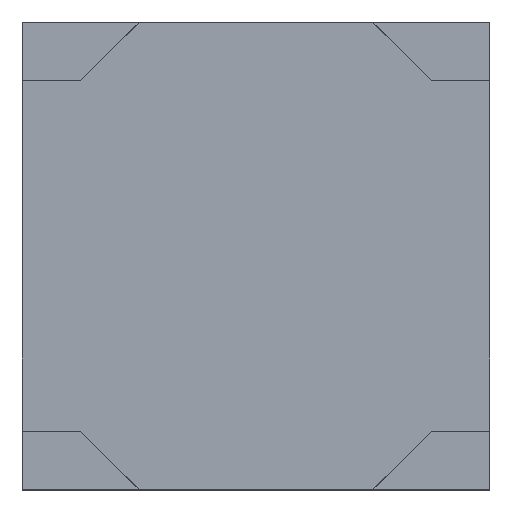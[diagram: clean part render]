
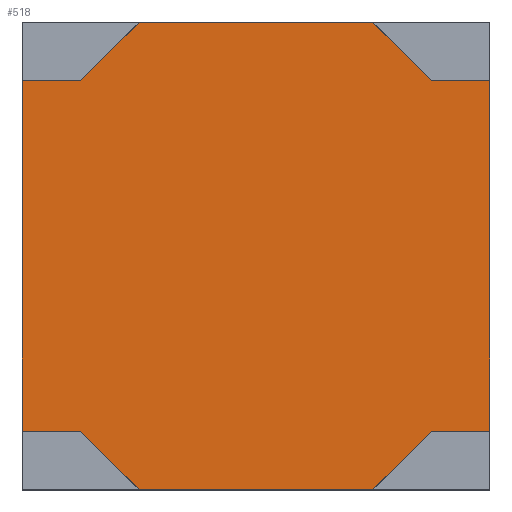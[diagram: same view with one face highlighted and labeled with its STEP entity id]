
A CAD part, top view. The second image highlights one B-rep face of the part: STEP entity #518.
In plain terms, the highlighted planar face has unit normal (0, 0, 1).
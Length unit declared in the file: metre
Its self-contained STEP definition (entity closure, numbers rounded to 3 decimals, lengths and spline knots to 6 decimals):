
#60=ORIENTED_EDGE('',*,*,#177,.F.);
#61=ORIENTED_EDGE('',*,*,#197,.F.);
#62=ORIENTED_EDGE('',*,*,#198,.T.);
#63=ORIENTED_EDGE('',*,*,#199,.F.);
#64=ORIENTED_EDGE('',*,*,#200,.F.);
#65=ORIENTED_EDGE('',*,*,#201,.T.);
#66=ORIENTED_EDGE('',*,*,#202,.T.);
#67=ORIENTED_EDGE('',*,*,#203,.F.);
#68=ORIENTED_EDGE('',*,*,#204,.T.);
#69=ORIENTED_EDGE('',*,*,#166,.T.);
#70=ORIENTED_EDGE('',*,*,#174,.F.);
#71=ORIENTED_EDGE('',*,*,#205,.T.);
#166=EDGE_CURVE('',#239,#238,#286,.T.);
#174=EDGE_CURVE('',#245,#238,#294,.T.);
#177=EDGE_CURVE('',#248,#249,#297,.T.);
#197=EDGE_CURVE('',#264,#248,#317,.T.);
#198=EDGE_CURVE('',#264,#265,#318,.T.);
#199=EDGE_CURVE('',#266,#265,#319,.T.);
#200=EDGE_CURVE('',#267,#266,#320,.T.);
#201=EDGE_CURVE('',#267,#268,#321,.T.);
#202=EDGE_CURVE('',#268,#269,#322,.T.);
#203=EDGE_CURVE('',#270,#269,#323,.T.);
#204=EDGE_CURVE('',#270,#239,#324,.T.);
#205=EDGE_CURVE('',#245,#249,#325,.T.);
#238=VERTEX_POINT('',#712);
#239=VERTEX_POINT('',#714);
#245=VERTEX_POINT('',#728);
#248=VERTEX_POINT('',#735);
#249=VERTEX_POINT('',#737);
#264=VERTEX_POINT('',#777);
#265=VERTEX_POINT('',#779);
#266=VERTEX_POINT('',#781);
#267=VERTEX_POINT('',#783);
#268=VERTEX_POINT('',#785);
#269=VERTEX_POINT('',#787);
#270=VERTEX_POINT('',#789);
#286=LINE('',#713,#358);
#294=LINE('',#729,#366);
#297=LINE('',#736,#369);
#317=LINE('',#776,#389);
#318=LINE('',#778,#390);
#319=LINE('',#780,#391);
#320=LINE('',#782,#392);
#321=LINE('',#784,#393);
#322=LINE('',#786,#394);
#323=LINE('',#788,#395);
#324=LINE('',#790,#396);
#325=LINE('',#791,#397);
#358=VECTOR('',#584,1.);
#366=VECTOR('',#594,1.);
#369=VECTOR('',#599,1.);
#389=VECTOR('',#629,1.);
#390=VECTOR('',#630,1.);
#391=VECTOR('',#631,1.);
#392=VECTOR('',#632,1.);
#393=VECTOR('',#633,1.);
#394=VECTOR('',#634,1.);
#395=VECTOR('',#635,1.);
#396=VECTOR('',#636,1.);
#397=VECTOR('',#637,1.);
#436=EDGE_LOOP('',(#60,#61,#62,#63,#64,#65,#66,#67,#68,#69,#70,#71));
#464=FACE_BOUND('',#436,.T.);
#491=PLANE('',#558);
#518=ADVANCED_FACE('',(#464),#491,.T.);
#558=AXIS2_PLACEMENT_3D('',#775,#627,#628);
#584=DIRECTION('',(-1.,0.,0.));
#594=DIRECTION('',(0.707,0.707,0.));
#599=DIRECTION('',(0.,1.,0.));
#627=DIRECTION('',(0.,0.,1.));
#628=DIRECTION('',(1.,0.,0.));
#629=DIRECTION('',(-1.,0.,0.));
#630=DIRECTION('',(0.707,-0.707,0.));
#631=DIRECTION('',(-1.,0.,0.));
#632=DIRECTION('',(-0.707,-0.707,0.));
#633=DIRECTION('',(1.,0.,0.));
#634=DIRECTION('',(0.,1.,0.));
#635=DIRECTION('',(1.,0.,0.));
#636=DIRECTION('',(-0.707,0.707,0.));
#637=DIRECTION('',(-1.,0.,0.));
#712=CARTESIAN_POINT('',(-0.0015,0.003,0.003));
#713=CARTESIAN_POINT('',(-0.00075,0.003,0.003));
#714=CARTESIAN_POINT('',(0.0015,0.003,0.003));
#728=CARTESIAN_POINT('',(-0.00225,0.00225,0.003));
#729=CARTESIAN_POINT('',(-0.00225,0.00225,0.003));
#735=CARTESIAN_POINT('',(-0.003,-0.00225,0.003));
#736=CARTESIAN_POINT('',(-0.003,0.00075,0.003));
#737=CARTESIAN_POINT('',(-0.003,0.00225,0.003));
#775=CARTESIAN_POINT('',(0.,0.,0.003));
#776=CARTESIAN_POINT('',(-0.002625,-0.00225,0.003));
#777=CARTESIAN_POINT('',(-0.00225,-0.00225,0.003));
#778=CARTESIAN_POINT('',(-0.00225,-0.00225,0.003));
#779=CARTESIAN_POINT('',(-0.0015,-0.003,0.003));
#780=CARTESIAN_POINT('',(-0.00075,-0.003,0.003));
#781=CARTESIAN_POINT('',(0.0015,-0.003,0.003));
#782=CARTESIAN_POINT('',(0.00225,-0.00225,0.003));
#783=CARTESIAN_POINT('',(0.00225,-0.00225,0.003));
#784=CARTESIAN_POINT('',(0.002625,-0.00225,0.003));
#785=CARTESIAN_POINT('',(0.003,-0.00225,0.003));
#786=CARTESIAN_POINT('',(0.003,0.00075,0.003));
#787=CARTESIAN_POINT('',(0.003,0.00225,0.003));
#788=CARTESIAN_POINT('',(0.002625,0.00225,0.003));
#789=CARTESIAN_POINT('',(0.00225,0.00225,0.003));
#790=CARTESIAN_POINT('',(0.00225,0.00225,0.003));
#791=CARTESIAN_POINT('',(-0.002625,0.00225,0.003));
